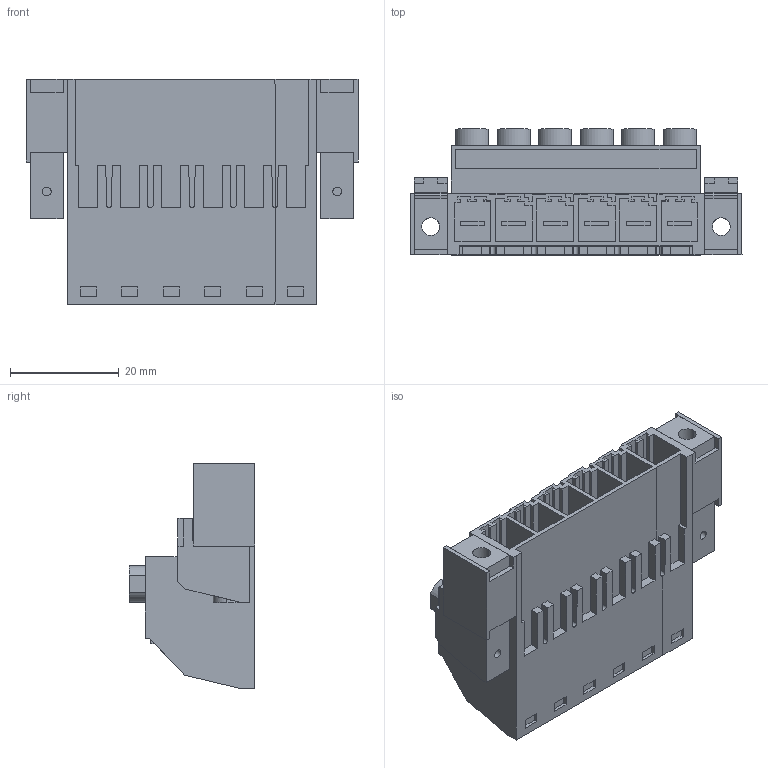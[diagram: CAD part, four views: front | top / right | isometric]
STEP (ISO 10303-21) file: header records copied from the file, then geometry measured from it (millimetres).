
FILE_DESCRIPTION(('CATIA V5R22 STEP214','CAx-IF Rec.Pracs.--- Model Styling and Organization---1.4--- 2014-01-23'),'2;1');
FILE_NAME ('D1459478_2_1932000000_1932000000.stp','2023-05-23T13:07:00+00:00',('none'),('Weidmueller'),'CATIA Version 5-6 Release 2016 SP3 HF44','CATIA V5 STEP AP214','none');
FILE_SCHEMA(('AUTOMOTIVE_DESIGN { 1 0 10303 214 1 1 1 1 }'));
Length unit declared in the file: millimetre
Products named in the file (1): 1932000000
Bounding box: 60.96 x 23.1 x 41.45 mm (x, y, z)
Volume: 22494.6 mm3; surface area: 18426.5 mm2
Topology: 15 solids, 15 shells, 610 faces, 1661 edges, 1108 vertices
Faces by surface type: plane 546, cylinder 64
Entity records: 18441 total; most frequent: CARTESIAN_POINT 3471, ORIENTED_EDGE 3322, DIRECTION 2418, EDGE_CURVE 1661, VECTOR 1496, LINE 1496, VERTEX_POINT 1108, EDGE_LOOP 653
